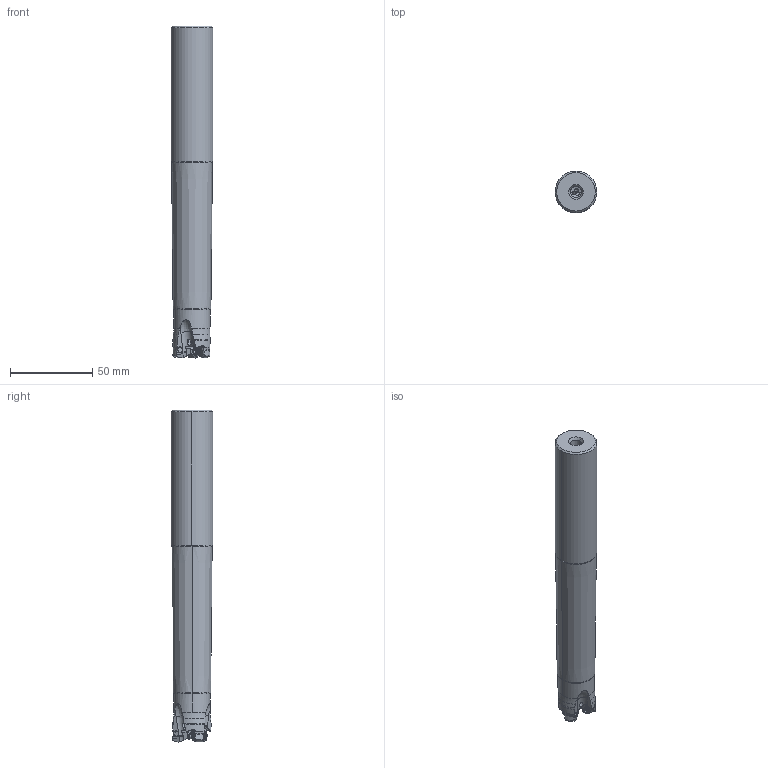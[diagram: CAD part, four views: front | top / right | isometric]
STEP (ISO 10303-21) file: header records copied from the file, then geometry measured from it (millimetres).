
FILE_DESCRIPTION(/* description */ (''),/* implementation_level */ '2;1');
FILE_NAME(/* name */ 'WJX09UR1603SA16L.stp',/* time_stamp */ '2020-10-29T16:34:50+09:00',/* author */ (''),/* organization */ (''),/* preprocessor_version */ 'ST-DEVELOPER v16',/* originating_system */ 'SIEMENS PLM Software NX 10.0',/* authorisation */ '');
FILE_SCHEMA (('AUTOMOTIVE_DESIGN { 1 0 10303 214 3 1 1 1 }'));
Length unit declared in the file: millimetre
Products named in the file (1): WJX09UR1603SA16L_ASM
Bounding box: 25.4 x 25.4 x 202.2 mm (x, y, z)
Volume: 84080.8 mm3; surface area: 21077.5 mm2
Topology: 4 solids, 4 shells, 381 faces, 1116 edges, 734 vertices
Faces by surface type: cylinder 153, plane 95, cone 45, torus 43, sphere 27, bspline 18
Entity records: 17366 total; most frequent: CARTESIAN_POINT 7456, ORIENTED_EDGE 2204, DIRECTION 1952, EDGE_CURVE 1102, AXIS2_PLACEMENT_3D 828, VERTEX_POINT 728, EDGE_LOOP 392, ADVANCED_FACE 381
